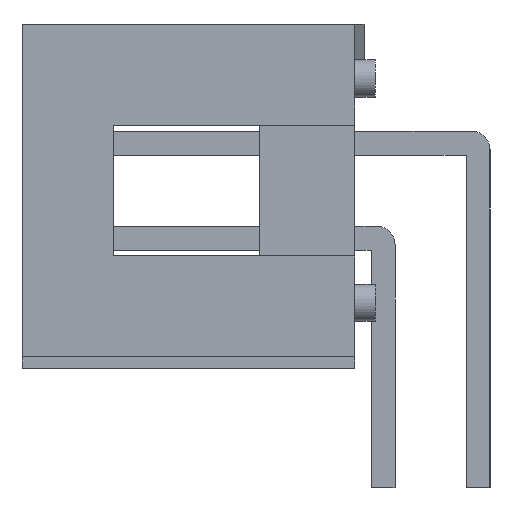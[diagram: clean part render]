
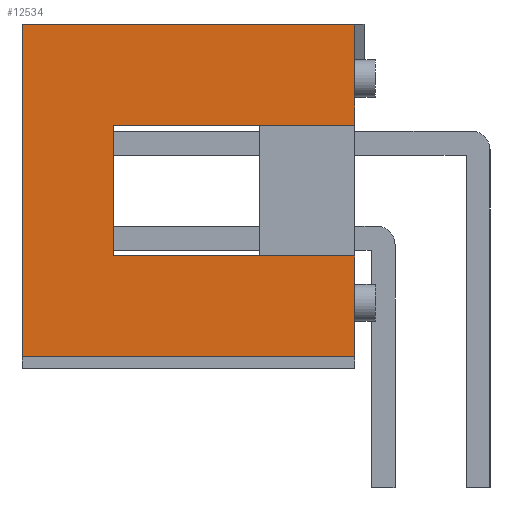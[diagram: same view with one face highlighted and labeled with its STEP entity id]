
A CAD part, left-side view. The second image highlights one B-rep face of the part: STEP entity #12534.
In plain terms, the highlighted planar face has unit normal (-1, 0, 0).
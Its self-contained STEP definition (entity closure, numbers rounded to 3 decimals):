
#11029=CARTESIAN_POINT('',(-20.32,8.48,6.5));
#11030=VERTEX_POINT('',#11029);
#11037=CARTESIAN_POINT('',(-20.32,8.48,3.));
#11038=VERTEX_POINT('',#11037);
#11039=CARTESIAN_POINT('',(-20.32,8.48,4.75));
#11040=DIRECTION('',(0.0,-0.0,1.0));
#11041=VECTOR('',#11040,1.0);
#11042=LINE('',#11039,#11041);
#11043=EDGE_CURVE('n� 1100',#11038,#11030,#11042,.T.);
#11067=CARTESIAN_POINT('',(-20.32,2.03,6.5));
#11068=VERTEX_POINT('',#11067);
#11075=CARTESIAN_POINT('',(-20.32,6.48,6.5));
#11076=DIRECTION('',(-0.0,-1.0,-0.0));
#11077=VECTOR('',#11076,1.0);
#11078=LINE('',#11075,#11077);
#11079=EDGE_CURVE('n� 1099',#11030,#11068,#11078,.T.);
#11091=CARTESIAN_POINT('',(-20.32,2.03,3.));
#11092=VERTEX_POINT('',#11091);
#11093=CARTESIAN_POINT('',(-20.32,6.48,3.));
#11094=DIRECTION('',(-0.0,1.0,0.));
#11095=VECTOR('',#11094,1.0);
#11096=LINE('',#11093,#11095);
#11097=EDGE_CURVE('n� 1093',#11092,#11038,#11096,.T.);
#11721=CARTESIAN_POINT('',(-20.32,10.93,0.3));
#11722=VERTEX_POINT('',#11721);
#11729=CARTESIAN_POINT('',(-20.32,10.93,9.2));
#11730=VERTEX_POINT('',#11729);
#11731=CARTESIAN_POINT('',(-20.32,10.93,4.75));
#11732=DIRECTION('',(0.0,0.0,-1.0));
#11733=VECTOR('',#11732,1.0);
#11734=LINE('',#11731,#11733);
#11735=EDGE_CURVE('n� 1096',#11730,#11722,#11734,.T.);
#12461=CARTESIAN_POINT('',(-20.32,2.03,9.2));
#12462=VERTEX_POINT('',#12461);
#12463=CARTESIAN_POINT('',(-20.32,6.48,9.2));
#12464=DIRECTION('',(0.0,1.0,0.0));
#12465=VECTOR('',#12464,1.0);
#12466=LINE('',#12463,#12465);
#12467=EDGE_CURVE('n� 1097',#12462,#11730,#12466,.T.);
#12502=CARTESIAN_POINT('',(-20.32,2.03,0.3));
#12503=VERTEX_POINT('',#12502);
#12504=CARTESIAN_POINT('',(-20.32,2.03,4.6));
#12505=DIRECTION('',(0.0,0.0,-1.0));
#12506=VECTOR('',#12505,1.0);
#12507=LINE('',#12504,#12506);
#12508=EDGE_CURVE('n� 113',#11092,#12503,#12507,.T.);
#12509=ORIENTED_EDGE('',*,*,#12508,.F.);
#12510=ORIENTED_EDGE('',*,*,#11097,.T.);
#12511=ORIENTED_EDGE('',*,*,#11043,.T.);
#12512=ORIENTED_EDGE('',*,*,#11079,.T.);
#12513=CARTESIAN_POINT('',(-20.32,2.03,4.6));
#12514=DIRECTION('',(0.0,0.0,-1.0));
#12515=VECTOR('',#12514,1.0);
#12516=LINE('',#12513,#12515);
#12517=EDGE_CURVE('n� 117',#12462,#11068,#12516,.T.);
#12518=ORIENTED_EDGE('',*,*,#12517,.F.);
#12519=ORIENTED_EDGE('',*,*,#12467,.T.);
#12520=ORIENTED_EDGE('',*,*,#11735,.T.);
#12521=CARTESIAN_POINT('',(-20.32,6.48,0.3));
#12522=DIRECTION('',(0.0,1.0,0.0));
#12523=VECTOR('',#12522,1.0);
#12524=LINE('',#12521,#12523);
#12525=EDGE_CURVE('n� 1074',#12503,#11722,#12524,.T.);
#12526=ORIENTED_EDGE('',*,*,#12525,.F.);
#12527=EDGE_LOOP('',(#12509,#12510,#12511,#12512,#12518,#12519,#12520,#12526));
#12528=FACE_OUTER_BOUND('',#12527,.T.);
#12529=CARTESIAN_POINT('',(-20.32,2.03,0.3));
#12530=DIRECTION('',(-1.0,0.0,0.0));
#12531=DIRECTION('',(0.0,-0.0,1.0));
#12532=AXIS2_PLACEMENT_3D('',#12529,#12530,#12531);
#12533=PLANE('',#12532);
#12534=ADVANCED_FACE('n� 1090',(#12528),#12533,.T.);
